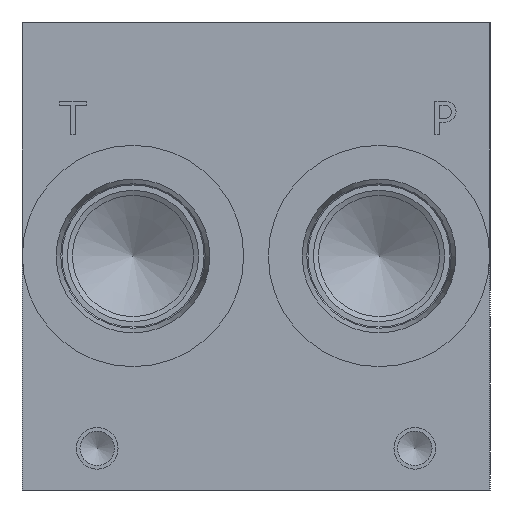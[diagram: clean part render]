
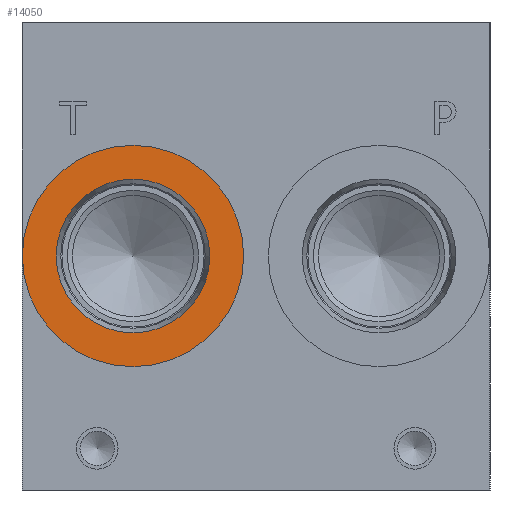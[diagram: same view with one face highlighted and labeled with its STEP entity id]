
A CAD part, left-side view. The second image highlights one B-rep face of the part: STEP entity #14050.
In plain terms, the highlighted planar face has unit normal (-1, 0, 0).
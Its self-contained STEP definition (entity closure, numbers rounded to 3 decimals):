
#433=CIRCLE('',#14695,21.019);
#434=CIRCLE('',#14696,21.019);
#435=CIRCLE('',#14698,14.592);
#436=CIRCLE('',#14699,14.592);
#1145=FACE_BOUND('',#2571,.T.);
#1762=FACE_OUTER_BOUND('',#2570,.T.);
#2570=EDGE_LOOP('',(#11703,#11704));
#2571=EDGE_LOOP('',(#11705,#11706));
#6355=VERTEX_POINT('',#23741);
#6356=VERTEX_POINT('',#23743);
#6357=VERTEX_POINT('',#23747);
#6358=VERTEX_POINT('',#23748);
#8221=EDGE_CURVE('',#6355,#6356,#433,.T.);
#8222=EDGE_CURVE('',#6356,#6355,#434,.T.);
#8223=EDGE_CURVE('',#6357,#6358,#435,.T.);
#8224=EDGE_CURVE('',#6358,#6357,#436,.T.);
#11703=ORIENTED_EDGE('',*,*,#8222,.F.);
#11704=ORIENTED_EDGE('',*,*,#8221,.F.);
#11705=ORIENTED_EDGE('',*,*,#8223,.T.);
#11706=ORIENTED_EDGE('',*,*,#8224,.T.);
#12938=PLANE('',#14697);
#14050=ADVANCED_FACE('',(#1762,#1145),#12938,.F.);
#14695=AXIS2_PLACEMENT_3D('',#23744,#17181,#17182);
#14696=AXIS2_PLACEMENT_3D('',#23745,#17183,#17184);
#14697=AXIS2_PLACEMENT_3D('',#23746,#17185,#17186);
#14698=AXIS2_PLACEMENT_3D('',#23749,#17187,#17188);
#14699=AXIS2_PLACEMENT_3D('',#23750,#17189,#17190);
#17181=DIRECTION('center_axis',(1.,0.,0.));
#17182=DIRECTION('ref_axis',(0.,0.,-1.));
#17183=DIRECTION('center_axis',(1.,0.,0.));
#17184=DIRECTION('ref_axis',(0.,0.,-1.));
#17185=DIRECTION('center_axis',(1.,0.,0.));
#17186=DIRECTION('ref_axis',(0.,0.,-1.));
#17187=DIRECTION('center_axis',(1.,0.,0.));
#17188=DIRECTION('ref_axis',(0.,0.,-1.));
#17189=DIRECTION('center_axis',(1.,0.,0.));
#17190=DIRECTION('ref_axis',(0.,0.,-1.));
#23741=CARTESIAN_POINT('',(0.787,67.818,23.432));
#23743=CARTESIAN_POINT('',(0.787,67.818,65.469));
#23744=CARTESIAN_POINT('Origin',(0.787,67.818,44.45));
#23745=CARTESIAN_POINT('Origin',(0.787,67.818,44.45));
#23746=CARTESIAN_POINT('Origin',(0.787,67.818,59.042));
#23747=CARTESIAN_POINT('',(0.787,67.818,59.042));
#23748=CARTESIAN_POINT('',(0.787,67.818,29.858));
#23749=CARTESIAN_POINT('Origin',(0.787,67.818,44.45));
#23750=CARTESIAN_POINT('Origin',(0.787,67.818,44.45));
